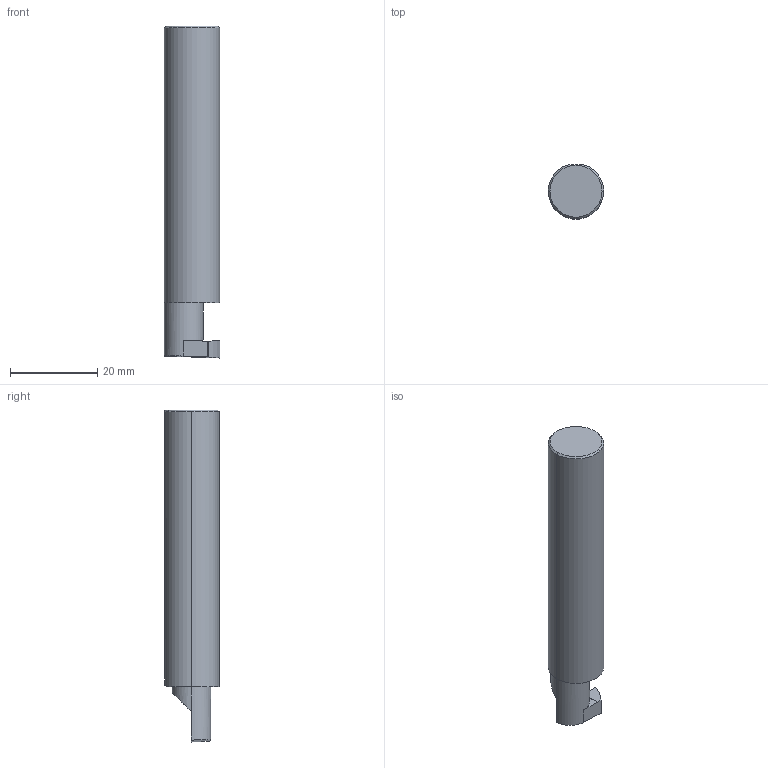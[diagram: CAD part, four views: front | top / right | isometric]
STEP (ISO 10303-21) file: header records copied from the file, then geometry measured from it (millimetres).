
FILE_DESCRIPTION (( 'STEP AP214' ), '1' );
FILE_NAME ('Micro_RRL-156-8.STEP', '2021-09-07T23:42:43', ( '' ), ( '' ), 'SwSTEP 2.0', 'SolidWorks 2020', '' );
FILE_SCHEMA (( 'AUTOMOTIVE_DESIGN' ));
Length unit declared in the file: inch
Products named in the file (1): Micro_RRL-156-8
Bounding box: 12.7 x 12.45 x 76.2 mm (x, y, z)
Volume: 8564.9 mm3; surface area: 3119.4 mm2
Topology: 1 solids, 1 shells, 21 faces, 50 edges, 31 vertices
Faces by surface type: plane 12, cylinder 7, cone 2
Entity records: 649 total; most frequent: CARTESIAN_POINT 136, ORIENTED_EDGE 100, DIRECTION 98, EDGE_CURVE 50, AXIS2_PLACEMENT_3D 35, VERTEX_POINT 31, LINE 28, VECTOR 28
